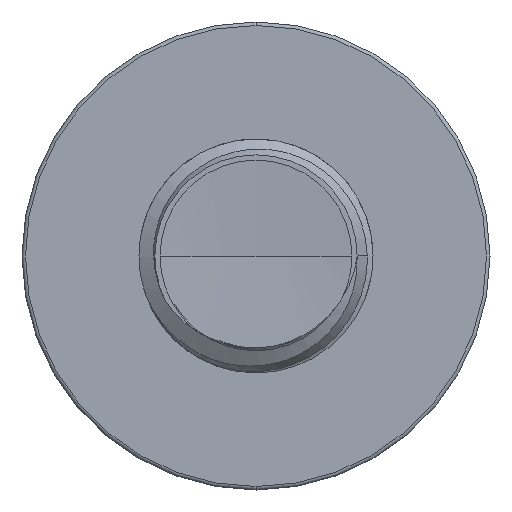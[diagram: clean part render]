
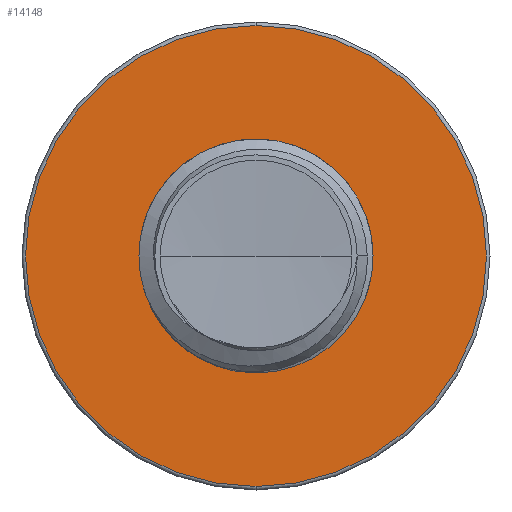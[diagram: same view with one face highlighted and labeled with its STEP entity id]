
A CAD part, front view. The second image highlights one B-rep face of the part: STEP entity #14148.
In plain terms, the highlighted planar face has unit normal (0, -1, 0).
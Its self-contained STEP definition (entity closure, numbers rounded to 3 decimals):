
#423 = ORIENTED_EDGE ( 'NONE', *, *, #13379, .T. ) ;
#563 = DIRECTION ( 'NONE',  ( 0., 0., -1. ) ) ;
#567 = DIRECTION ( 'NONE',  ( 0., -1., 0. ) ) ;
#574 = DIRECTION ( 'NONE',  ( 0., 0., -1. ) ) ;
#576 = DIRECTION ( 'NONE',  ( 0., -1., 0. ) ) ;
#596 = PLANE ( 'NONE',  #2351 ) ;
#597 = CARTESIAN_POINT ( 'NONE',  ( 0., 5., 0. ) ) ;
#621 = CARTESIAN_POINT ( 'NONE',  ( 0., 5., 1.971 ) ) ;
#656 = DIRECTION ( 'NONE',  ( 0., 0., -1. ) ) ;
#661 = DIRECTION ( 'NONE',  ( 0., -1., 0. ) ) ;
#671 = CARTESIAN_POINT ( 'NONE',  ( 0., 5., 0. ) ) ;
#1251 = AXIS2_PLACEMENT_3D ( 'NONE', #597, #567, #563 ) ;
#2351 = AXIS2_PLACEMENT_3D ( 'NONE', #621, #576, #574 ) ;
#3790 = ORIENTED_EDGE ( 'NONE', *, *, #4463, .F. ) ;
#4463 = EDGE_CURVE ( 'NONE', #6145, #7812, #9710, .T. ) ;
#5203 = EDGE_LOOP ( 'NONE', ( #10891, #423 ) ) ;
#5421 = VERTEX_POINT ( 'NONE', #5729 ) ;
#5729 = CARTESIAN_POINT ( 'NONE',  ( 0., 5., 3.94 ) ) ;
#6145 = VERTEX_POINT ( 'NONE', #15926 ) ;
#6371 = VERTEX_POINT ( 'NONE', #8325 ) ;
#6432 = DIRECTION ( 'NONE',  ( 0., 0., -1. ) ) ;
#6446 = DIRECTION ( 'NONE',  ( 0., -1., 0. ) ) ;
#6450 = CARTESIAN_POINT ( 'NONE',  ( 0., 5., 0. ) ) ;
#7130 = AXIS2_PLACEMENT_3D ( 'NONE', #14252, #14248, #14233 ) ;
#7544 = ORIENTED_EDGE ( 'NONE', *, *, #14957, .F. ) ;
#7812 = VERTEX_POINT ( 'NONE', #12665 ) ;
#8314 = CIRCLE ( 'NONE', #7130, 3.94 ) ;
#8325 = CARTESIAN_POINT ( 'NONE',  ( 0., 5., -3.94 ) ) ;
#9226 = AXIS2_PLACEMENT_3D ( 'NONE', #6450, #6446, #6432 ) ;
#9290 = EDGE_CURVE ( 'NONE', #6371, #5421, #14982, .T. ) ;
#9710 = CIRCLE ( 'NONE', #13409, 1.971 ) ;
#10891 = ORIENTED_EDGE ( 'NONE', *, *, #9290, .T. ) ;
#11779 = EDGE_LOOP ( 'NONE', ( #3790, #7544 ) ) ;
#12665 = CARTESIAN_POINT ( 'NONE',  ( 0., 5., 1.971 ) ) ;
#13379 = EDGE_CURVE ( 'NONE', #5421, #6371, #8314, .T. ) ;
#13387 = FACE_BOUND ( 'NONE', #11779, .T. ) ;
#13409 = AXIS2_PLACEMENT_3D ( 'NONE', #671, #661, #656 ) ;
#14114 = CIRCLE ( 'NONE', #9226, 1.971 ) ;
#14148 = ADVANCED_FACE ( 'NONE', ( #16296, #13387 ), #596, .T. ) ;
#14233 = DIRECTION ( 'NONE',  ( 0., 0., -1. ) ) ;
#14248 = DIRECTION ( 'NONE',  ( 0., -1., 0. ) ) ;
#14252 = CARTESIAN_POINT ( 'NONE',  ( 0., 5., 0. ) ) ;
#14957 = EDGE_CURVE ( 'NONE', #7812, #6145, #14114, .T. ) ;
#14982 = CIRCLE ( 'NONE', #1251, 3.94 ) ;
#15926 = CARTESIAN_POINT ( 'NONE',  ( 0., 5., -1.971 ) ) ;
#16296 = FACE_OUTER_BOUND ( 'NONE', #5203, .T. ) ;
